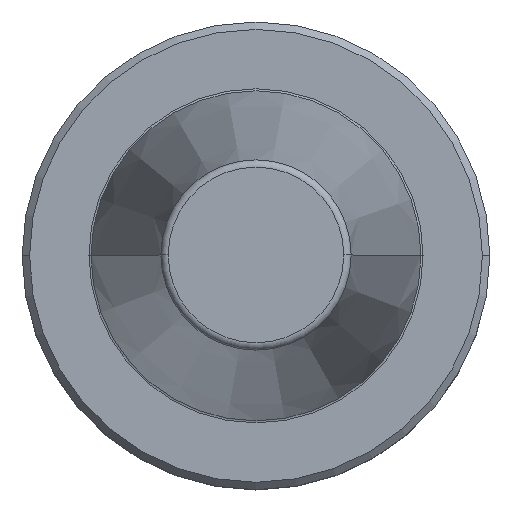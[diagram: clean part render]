
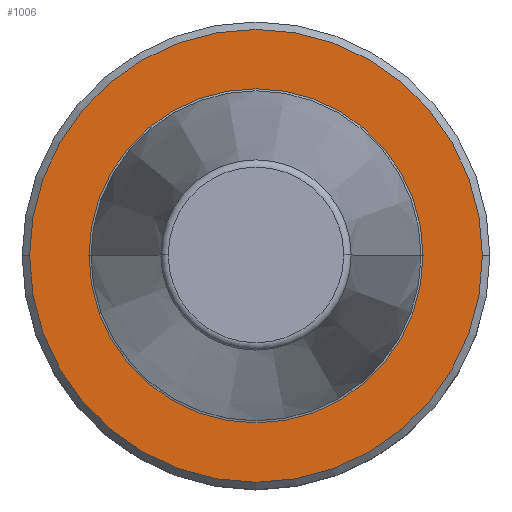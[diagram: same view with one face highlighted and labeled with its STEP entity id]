
A CAD part, top view. The second image highlights one B-rep face of the part: STEP entity #1006.
In plain terms, the highlighted planar face has unit normal (0, 0, 1).
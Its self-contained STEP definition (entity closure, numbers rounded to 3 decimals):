
#14 = DIRECTION ( 'NONE',  ( 0., 0., 1. ) ) ;
#15 = EDGE_LOOP ( 'NONE', ( #238, #324 ) ) ;
#68 = DIRECTION ( 'NONE',  ( 1., 0., 0. ) ) ;
#101 = VERTEX_POINT ( 'NONE', #103 ) ;
#103 = CARTESIAN_POINT ( 'NONE',  ( 22.5, 0., -2. ) ) ;
#208 = DIRECTION ( 'NONE',  ( 1., 0., 0. ) ) ;
#238 = ORIENTED_EDGE ( 'NONE', *, *, #514, .F. ) ;
#253 = CARTESIAN_POINT ( 'NONE',  ( 0., 0., -2. ) ) ;
#266 = CARTESIAN_POINT ( 'NONE',  ( -30.5, 0., -2. ) ) ;
#277 = DIRECTION ( 'NONE',  ( 0., 0., 1. ) ) ;
#324 = ORIENTED_EDGE ( 'NONE', *, *, #963, .F. ) ;
#336 = DIRECTION ( 'NONE',  ( 0., 0., -1. ) ) ;
#343 = AXIS2_PLACEMENT_3D ( 'NONE', #948, #277, #812 ) ;
#394 = EDGE_LOOP ( 'NONE', ( #887, #766 ) ) ;
#431 = VERTEX_POINT ( 'NONE', #1072 ) ;
#455 = AXIS2_PLACEMENT_3D ( 'NONE', #946, #336, #1063 ) ;
#514 = EDGE_CURVE ( 'NONE', #101, #831, #1019, .T. ) ;
#583 = PLANE ( 'NONE',  #455 ) ;
#624 = CARTESIAN_POINT ( 'NONE',  ( -22.5, 0., -2. ) ) ;
#663 = DIRECTION ( 'NONE',  ( 0., 0., 1. ) ) ;
#702 = FACE_OUTER_BOUND ( 'NONE', #394, .T. ) ;
#766 = ORIENTED_EDGE ( 'NONE', *, *, #1109, .T. ) ;
#769 = DIRECTION ( 'NONE',  ( 0., 0., 1. ) ) ;
#804 = EDGE_CURVE ( 'NONE', #1159, #431, #935, .T. ) ;
#812 = DIRECTION ( 'NONE',  ( 1., 0., 0. ) ) ;
#825 = CARTESIAN_POINT ( 'NONE',  ( 0., 0., -2. ) ) ;
#831 = VERTEX_POINT ( 'NONE', #624 ) ;
#871 = DIRECTION ( 'NONE',  ( 1., 0., 0. ) ) ;
#887 = ORIENTED_EDGE ( 'NONE', *, *, #804, .T. ) ;
#898 = AXIS2_PLACEMENT_3D ( 'NONE', #1222, #663, #68 ) ;
#935 = CIRCLE ( 'NONE', #1138, 30.5 ) ;
#946 = CARTESIAN_POINT ( 'NONE',  ( 0., 30.5, -2. ) ) ;
#948 = CARTESIAN_POINT ( 'NONE',  ( 0., 0., -2. ) ) ;
#963 = EDGE_CURVE ( 'NONE', #831, #101, #1018, .T. ) ;
#982 = FACE_BOUND ( 'NONE', #15, .T. ) ;
#1006 = ADVANCED_FACE ( 'NONE', ( #982, #702 ), #583, .F. ) ;
#1018 = CIRCLE ( 'NONE', #1056, 22.5 ) ;
#1019 = CIRCLE ( 'NONE', #343, 22.5 ) ;
#1056 = AXIS2_PLACEMENT_3D ( 'NONE', #825, #14, #208 ) ;
#1061 = CIRCLE ( 'NONE', #898, 30.5 ) ;
#1063 = DIRECTION ( 'NONE',  ( -1., 0., 0. ) ) ;
#1072 = CARTESIAN_POINT ( 'NONE',  ( 30.5, 0., -2. ) ) ;
#1109 = EDGE_CURVE ( 'NONE', #431, #1159, #1061, .T. ) ;
#1138 = AXIS2_PLACEMENT_3D ( 'NONE', #253, #769, #871 ) ;
#1159 = VERTEX_POINT ( 'NONE', #266 ) ;
#1222 = CARTESIAN_POINT ( 'NONE',  ( 0., 0., -2. ) ) ;
